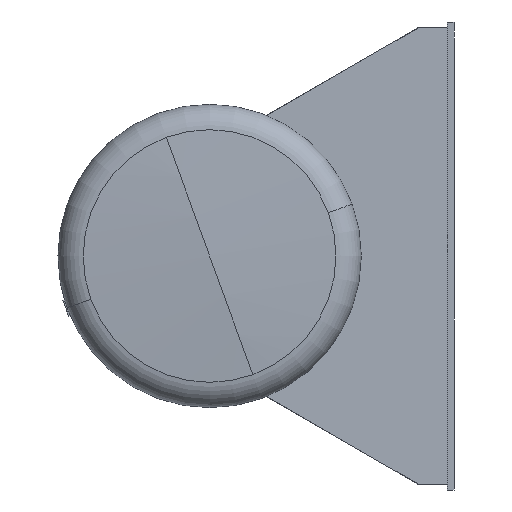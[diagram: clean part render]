
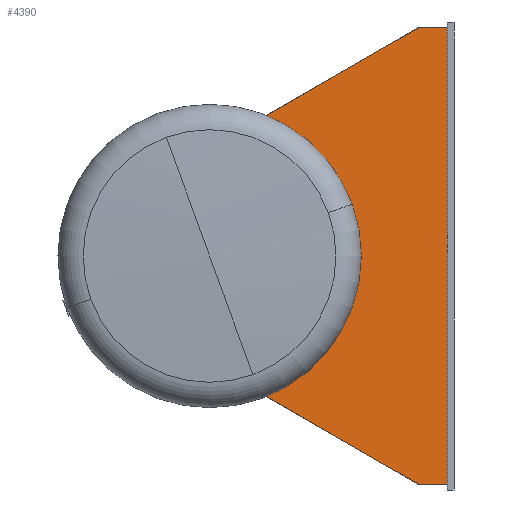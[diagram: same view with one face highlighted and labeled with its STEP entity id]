
A CAD part, left-side view. The second image highlights one B-rep face of the part: STEP entity #4390.
In plain terms, the highlighted planar face has unit normal (-0.999, -0.035, 0).
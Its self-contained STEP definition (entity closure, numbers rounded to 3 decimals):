
#76 = VECTOR ( 'NONE', #3868, 1000. ) ;
#209 = VECTOR ( 'NONE', #3238, 1000. ) ;
#327 = VECTOR ( 'NONE', #3681, 1000. ) ;
#337 = VECTOR ( 'NONE', #3490, 1000. ) ;
#471 = CARTESIAN_POINT ( 'NONE',  ( -15.794, 28.901, 18.933 ) ) ;
#481 = CARTESIAN_POINT ( 'NONE',  ( -14.965, 5.147, -32.655 ) ) ;
#514 = CARTESIAN_POINT ( 'NONE',  ( -14.82, 1., 32.655 ) ) ;
#763 = EDGE_LOOP ( 'NONE', ( #1597, #855, #1435, #1413, #866, #936 ) ) ;
#794 = VERTEX_POINT ( 'NONE', #514 ) ;
#855 = ORIENTED_EDGE ( 'NONE', *, *, #4526, .T. ) ;
#866 = ORIENTED_EDGE ( 'NONE', *, *, #4636, .T. ) ;
#936 = ORIENTED_EDGE ( 'NONE', *, *, #4681, .T. ) ;
#980 = VERTEX_POINT ( 'NONE', #481 ) ;
#1016 = VERTEX_POINT ( 'NONE', #471 ) ;
#1123 = VERTEX_POINT ( 'NONE', #4171 ) ;
#1163 = VERTEX_POINT ( 'NONE', #4728 ) ;
#1413 = ORIENTED_EDGE ( 'NONE', *, *, #4580, .T. ) ;
#1435 = ORIENTED_EDGE ( 'NONE', *, *, #4222, .T. ) ;
#1597 = ORIENTED_EDGE ( 'NONE', *, *, #4318, .F. ) ;
#1674 = VERTEX_POINT ( 'NONE', #1723 ) ;
#1723 = CARTESIAN_POINT ( 'NONE',  ( -15.794, 28.901, -18.933 ) ) ;
#1753 = CARTESIAN_POINT ( 'NONE',  ( -14.965, 5.147, -32.655 ) ) ;
#1758 = LINE ( 'NONE', #1753, #4039 ) ;
#1763 = DIRECTION ( 'NONE',  ( 0.035, -0.999, 0. ) ) ;
#2087 = CARTESIAN_POINT ( 'NONE',  ( -15.777, 28.404, -18.77 ) ) ;
#2096 = CARTESIAN_POINT ( 'NONE',  ( -15.794, 28.901, -18.933 ) ) ;
#2099 = CARTESIAN_POINT ( 'NONE',  ( -15.76, 27.911, -18.586 ) ) ;
#2100 = CARTESIAN_POINT ( 'NONE',  ( -15.726, 26.949, -18.183 ) ) ;
#2101 = CARTESIAN_POINT ( 'NONE',  ( -15.71, 26.478, -17.964 ) ) ;
#2102 = CARTESIAN_POINT ( 'NONE',  ( -15.661, 25.096, -17.254 ) ) ;
#2103 = CARTESIAN_POINT ( 'NONE',  ( -15.631, 24.213, -16.711 ) ) ;
#2104 = CARTESIAN_POINT ( 'NONE',  ( -15.587, 22.95, -15.789 ) ) ;
#2105 = CARTESIAN_POINT ( 'NONE',  ( -15.572, 22.537, -15.462 ) ) ;
#2106 = CARTESIAN_POINT ( 'NONE',  ( -15.544, 21.744, -14.781 ) ) ;
#2107 = CARTESIAN_POINT ( 'NONE',  ( -15.531, 21.363, -14.427 ) ) ;
#2108 = CARTESIAN_POINT ( 'NONE',  ( -15.493, 20.265, -13.323 ) ) ;
#2109 = CARTESIAN_POINT ( 'NONE',  ( -15.469, 19.593, -12.535 ) ) ;
#2110 = CARTESIAN_POINT ( 'NONE',  ( -15.427, 18.373, -10.85 ) ) ;
#2111 = CARTESIAN_POINT ( 'NONE',  ( -15.407, 17.822, -9.948 ) ) ;
#2112 = CARTESIAN_POINT ( 'NONE',  ( -15.375, 16.88, -8.094 ) ) ;
#2113 = CARTESIAN_POINT ( 'NONE',  ( -15.361, 16.485, -7.136 ) ) ;
#2114 = CARTESIAN_POINT ( 'NONE',  ( -15.344, 16.005, -5.655 ) ) ;
#2115 = CARTESIAN_POINT ( 'NONE',  ( -15.339, 15.863, -5.153 ) ) ;
#2116 = CARTESIAN_POINT ( 'NONE',  ( -15.331, 15.619, -4.135 ) ) ;
#2117 = CARTESIAN_POINT ( 'NONE',  ( -15.327, 15.517, -3.619 ) ) ;
#2118 = CARTESIAN_POINT ( 'NONE',  ( -15.318, 15.273, -2.075 ) ) ;
#2119 = CARTESIAN_POINT ( 'NONE',  ( -15.316, 15.193, -1.041 ) ) ;
#2120 = CARTESIAN_POINT ( 'NONE',  ( -15.316, 15.192, 0.514 ) ) ;
#2121 = CARTESIAN_POINT ( 'NONE',  ( -15.316, 15.213, 1.034 ) ) ;
#2122 = CARTESIAN_POINT ( 'NONE',  ( -15.319, 15.294, 2.074 ) ) ;
#2123 = CARTESIAN_POINT ( 'NONE',  ( -15.321, 15.356, 2.598 ) ) ;
#2124 = CARTESIAN_POINT ( 'NONE',  ( -15.33, 15.601, 4.146 ) ) ;
#2125 = CARTESIAN_POINT ( 'NONE',  ( -15.338, 15.843, 5.155 ) ) ;
#2126 = CARTESIAN_POINT ( 'NONE',  ( -15.355, 16.322, 6.634 ) ) ;
#2127 = CARTESIAN_POINT ( 'NONE',  ( -15.361, 16.501, 7.121 ) ) ;
#2128 = CARTESIAN_POINT ( 'NONE',  ( -15.375, 16.898, 8.083 ) ) ;
#2129 = CARTESIAN_POINT ( 'NONE',  ( -15.383, 17.117, 8.559 ) ) ;
#2130 = CARTESIAN_POINT ( 'NONE',  ( -15.408, 17.829, 9.962 ) ) ;
#2131 = CARTESIAN_POINT ( 'NONE',  ( -15.427, 18.372, 10.848 ) ) ;
#2132 = CARTESIAN_POINT ( 'NONE',  ( -15.469, 19.587, 12.526 ) ) ;
#2133 = CARTESIAN_POINT ( 'NONE',  ( -15.493, 20.259, 13.318 ) ) ;
#2134 = CARTESIAN_POINT ( 'NONE',  ( -15.531, 21.368, 14.432 ) ) ;
#2135 = CARTESIAN_POINT ( 'NONE',  ( -15.545, 21.753, 14.789 ) ) ;
#2136 = CARTESIAN_POINT ( 'NONE',  ( -15.572, 22.543, 15.467 ) ) ;
#2137 = CARTESIAN_POINT ( 'NONE',  ( -15.587, 22.95, 15.789 ) ) ;
#2138 = CARTESIAN_POINT ( 'NONE',  ( -15.63, 24.205, 16.705 ) ) ;
#2139 = CARTESIAN_POINT ( 'NONE',  ( -15.661, 25.087, 17.25 ) ) ;
#2140 = CARTESIAN_POINT ( 'NONE',  ( -15.71, 26.48, 17.965 ) ) ;
#2141 = CARTESIAN_POINT ( 'NONE',  ( -15.726, 26.958, 18.187 ) ) ;
#2142 = CARTESIAN_POINT ( 'NONE',  ( -15.76, 27.921, 18.59 ) ) ;
#2143 = CARTESIAN_POINT ( 'NONE',  ( -15.777, 28.408, 18.771 ) ) ;
#2144 = CARTESIAN_POINT ( 'NONE',  ( -15.794, 28.901, 18.933 ) ) ;
#2478 = FACE_OUTER_BOUND ( 'NONE', #763, .T. ) ;
#2480 = CARTESIAN_POINT ( 'NONE',  ( -14.82, 1., -50. ) ) ;
#2483 = PLANE ( 'NONE',  #2803 ) ;
#2485 = DIRECTION ( 'NONE',  ( 0.999, 0.035, 0. ) ) ;
#2486 = DIRECTION ( 'NONE',  ( -0.035, 0.999, 0. ) ) ;
#2803 = AXIS2_PLACEMENT_3D ( 'NONE', #2480, #2485, #2486 ) ;
#3235 = LINE ( 'NONE', #3237, #209 ) ;
#3237 = CARTESIAN_POINT ( 'NONE',  ( -16.007, 34.979, -15.421 ) ) ;
#3238 = DIRECTION ( 'NONE',  ( 0.03, -0.865, -0.5 ) ) ;
#3488 = LINE ( 'NONE', #3489, #337 ) ;
#3489 = CARTESIAN_POINT ( 'NONE',  ( -14.82, 1., -32.655 ) ) ;
#3490 = DIRECTION ( 'NONE',  ( 0., 0., 1. ) ) ;
#3679 = LINE ( 'NONE', #3680, #327 ) ;
#3680 = CARTESIAN_POINT ( 'NONE',  ( -14.82, 1., 32.655 ) ) ;
#3681 = DIRECTION ( 'NONE',  ( -0.035, 0.999, 0. ) ) ;
#3866 = LINE ( 'NONE', #3867, #76 ) ;
#3867 = CARTESIAN_POINT ( 'NONE',  ( -14.965, 5.147, 32.655 ) ) ;
#3868 = DIRECTION ( 'NONE',  ( -0.03, 0.865, -0.5 ) ) ;
#4039 = VECTOR ( 'NONE', #1763, 1000. ) ;
#4171 = CARTESIAN_POINT ( 'NONE',  ( -14.82, 1., -32.655 ) ) ;
#4204 = B_SPLINE_CURVE_WITH_KNOTS ( 'NONE', 3,
 ( #2096, #2087, #2099, #2100, #2101, #2102, #2103, #2104, #2105, #2106, #2107, #2108, #2109, #2110, #2111, #2112, #2113, #2114, #2115, #2116, #2117, #2118, #2119, #2120, #2121, #2122, #2123, #2124, #2125, #2126, #2127, #2128, #2129, #2130, #2131, #2132, #2133, #2134, #2135, #2136, #2137, #2138, #2139, #2140, #2141, #2142, #2143, #2144 ),
 .UNSPECIFIED., .F., .F.,
 ( 4, 2, 2, 2, 2, 2, 2, 2, 2, 2, 2, 2, 2, 2, 2, 2, 2, 2, 2, 2, 2, 2, 2, 4 ),
 ( 0.006, 0.008, 0.009, 0.012, 0.014, 0.015, 0.019, 0.022, 0.025, 0.026, 0.028, 0.031, 0.033, 0.034, 0.037, 0.039, 0.04, 0.043, 0.047, 0.048, 0.05, 0.053, 0.054, 0.056 ),
 .UNSPECIFIED. ) ;
#4222 = EDGE_CURVE ( 'NONE', #980, #1123, #1758, .T. ) ;
#4318 = EDGE_CURVE ( 'NONE', #1674, #1016, #4204, .T. ) ;
#4390 = ADVANCED_FACE ( 'PLANAR_2', ( #2478 ), #2483, .F. ) ;
#4526 = EDGE_CURVE ( 'NONE', #1674, #980, #3235, .T. ) ;
#4580 = EDGE_CURVE ( 'NONE', #1123, #794, #3488, .T. ) ;
#4636 = EDGE_CURVE ( 'NONE', #794, #1163, #3679, .T. ) ;
#4681 = EDGE_CURVE ( 'NONE', #1163, #1016, #3866, .T. ) ;
#4728 = CARTESIAN_POINT ( 'NONE',  ( -14.965, 5.147, 32.655 ) ) ;
